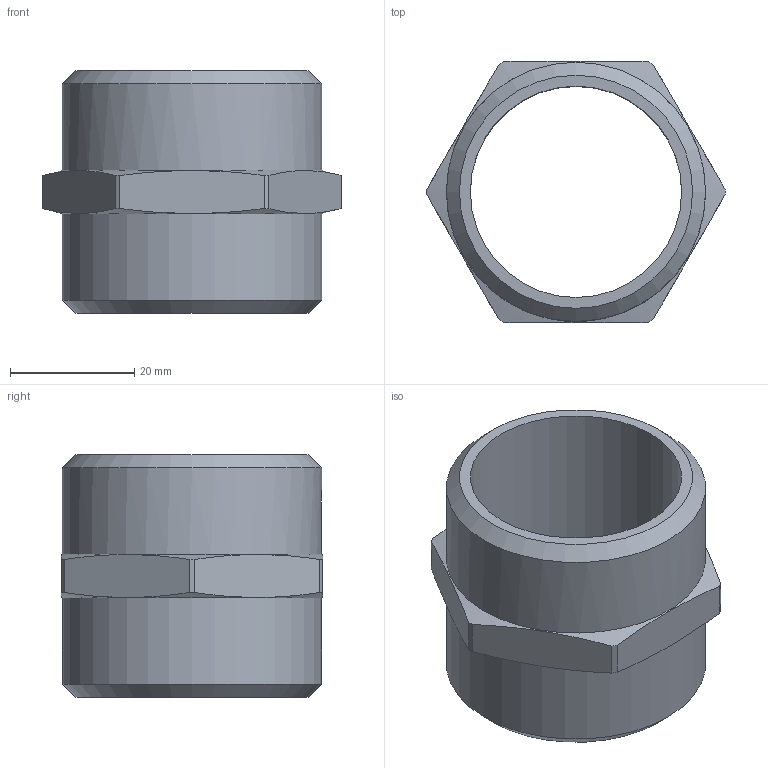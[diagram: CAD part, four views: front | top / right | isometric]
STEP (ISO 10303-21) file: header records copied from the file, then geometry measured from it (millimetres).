
FILE_DESCRIPTION(/* description */ (''),/* implementation_level */ '2;1');
FILE_NAME(/* name */ 'dn_114114_ms.stp',/* time_stamp */ '2017-01-25T13:50:47+01:00',/* author */ ('leitheußer'),/* organization */ (''),/* preprocessor_version */ 'ST-DEVELOPER v15.6',/* originating_system */ 'Autodesk Inventor LT ',/* authorisation */ '');
FILE_SCHEMA (('AUTOMOTIVE_DESIGN { 1 0 10303 214 3 1 1 }'));
Length unit declared in the file: millimetre
Products named in the file (1): 260000H121200H
Bounding box: 48 x 42 x 39 mm (x, y, z)
Volume: 18339.2 mm3; surface area: 10189.6 mm2
Topology: 1 solids, 1 shells, 21 faces, 55 edges, 36 vertices
Faces by surface type: cylinder 9, plane 8, cone 4
Full cylindrical faces by diameter (mm): 34 x1, 41.7 x2
Entity records: 605 total; most frequent: CARTESIAN_POINT 122, DIRECTION 96, ORIENTED_EDGE 88, EDGE_CURVE 44, AXIS2_PLACEMENT_3D 42, VERTEX_POINT 32, EDGE_LOOP 30, FACE_OUTER_BOUND 21
